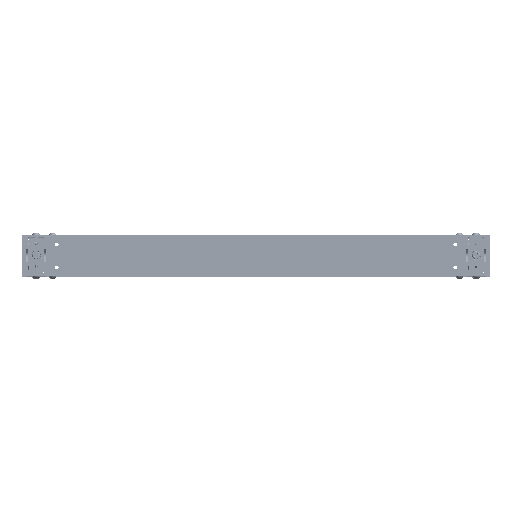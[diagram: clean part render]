
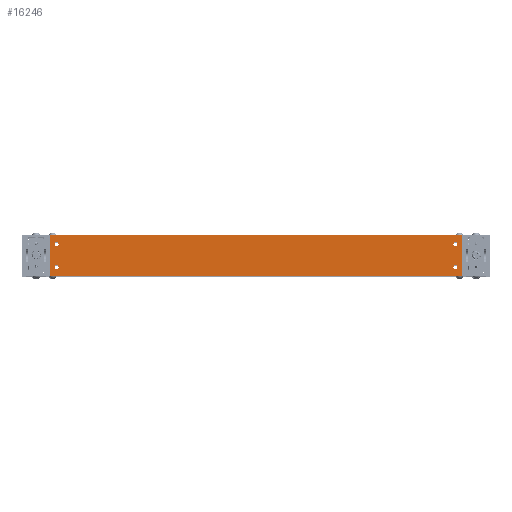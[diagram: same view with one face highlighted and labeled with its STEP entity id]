
A CAD part, top view. The second image highlights one B-rep face of the part: STEP entity #16246.
In plain terms, the highlighted face is planar.
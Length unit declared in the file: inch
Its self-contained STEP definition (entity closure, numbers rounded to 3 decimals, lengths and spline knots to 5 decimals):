
#15743=CARTESIAN_POINT('',(1.0,-1.5625,0.4));
#15744=VERTEX_POINT('',#15743);
#15745=CARTESIAN_POINT('',(1.,-1.5625,0.5));
#15746=DIRECTION('',(-1.0,0.0,0.0));
#15747=DIRECTION('',(0.0,0.0,-1.0));
#15748=AXIS2_PLACEMENT_3D('',#15745,#15746,#15747);
#15749=CIRCLE('',#15748,0.1);
#15750=EDGE_CURVE('',#15744,#15744,#15749,.T.);
#15799=CARTESIAN_POINT('',(1.,-0.4375,0.4));
#15800=VERTEX_POINT('',#15799);
#15801=CARTESIAN_POINT('',(1.,-0.4375,0.5));
#15802=DIRECTION('',(-1.0,0.0,0.0));
#15803=DIRECTION('',(0.0,0.0,-1.0));
#15804=AXIS2_PLACEMENT_3D('',#15801,#15802,#15803);
#15805=CIRCLE('',#15804,0.1);
#15806=EDGE_CURVE('',#15800,#15800,#15805,.T.);
#15855=CARTESIAN_POINT('',(1.0,-1.5625,19.9));
#15856=VERTEX_POINT('',#15855);
#15857=CARTESIAN_POINT('',(1.,-1.5625,20.0));
#15858=DIRECTION('',(-1.0,0.0,0.0));
#15859=DIRECTION('',(0.0,0.0,-1.0));
#15860=AXIS2_PLACEMENT_3D('',#15857,#15858,#15859);
#15861=CIRCLE('',#15860,0.1);
#15862=EDGE_CURVE('',#15856,#15856,#15861,.T.);
#15911=CARTESIAN_POINT('',(1.,-0.4375,19.9));
#15912=VERTEX_POINT('',#15911);
#15913=CARTESIAN_POINT('',(1.,-0.4375,20.0));
#15914=DIRECTION('',(-1.0,0.0,0.0));
#15915=DIRECTION('',(0.0,0.0,-1.0));
#15916=AXIS2_PLACEMENT_3D('',#15913,#15914,#15915);
#15917=CIRCLE('',#15916,0.1);
#15918=EDGE_CURVE('',#15912,#15912,#15917,.T.);
#16195=CARTESIAN_POINT('',(1.0,0.0,0.0));
#16196=DIRECTION('',(1.0,0.0,0.0));
#16197=DIRECTION('',(0.0,0.0,-1.0));
#16198=AXIS2_PLACEMENT_3D('',#16195,#16196,#16197);
#16199=PLANE('',#16198);
#16200=CARTESIAN_POINT('',(1.0,0.0,20.5));
#16201=VERTEX_POINT('',#16200);
#16202=CARTESIAN_POINT('',(1.,-2.0,20.5));
#16203=VERTEX_POINT('',#16202);
#16204=CARTESIAN_POINT('',(1.0,0.0,20.5));
#16205=DIRECTION('',(0.0,-1.0,0.0));
#16206=VECTOR('',#16205,2.0);
#16207=LINE('',#16204,#16206);
#16208=EDGE_CURVE('',#16201,#16203,#16207,.T.);
#16209=ORIENTED_EDGE('',*,*,#16208,.T.);
#16210=CARTESIAN_POINT('',(1.,-2.0,0.0));
#16211=VERTEX_POINT('',#16210);
#16212=CARTESIAN_POINT('',(1.,-2.0,0.0));
#16213=DIRECTION('',(0.0,0.0,1.0));
#16214=VECTOR('',#16213,20.5);
#16215=LINE('',#16212,#16214);
#16216=EDGE_CURVE('',#16211,#16203,#16215,.T.);
#16217=ORIENTED_EDGE('',*,*,#16216,.F.);
#16218=CARTESIAN_POINT('',(1.0,0.0,0.0));
#16219=VERTEX_POINT('',#16218);
#16220=CARTESIAN_POINT('',(1.0,0.0,0.0));
#16221=DIRECTION('',(0.0,-1.0,0.0));
#16222=VECTOR('',#16221,2.0);
#16223=LINE('',#16220,#16222);
#16224=EDGE_CURVE('',#16219,#16211,#16223,.T.);
#16225=ORIENTED_EDGE('',*,*,#16224,.F.);
#16226=CARTESIAN_POINT('',(1.0,0.0,0.0));
#16227=DIRECTION('',(0.0,0.0,1.0));
#16228=VECTOR('',#16227,20.5);
#16229=LINE('',#16226,#16228);
#16230=EDGE_CURVE('',#16219,#16201,#16229,.T.);
#16231=ORIENTED_EDGE('',*,*,#16230,.T.);
#16232=EDGE_LOOP('',(#16209,#16217,#16225,#16231));
#16233=FACE_OUTER_BOUND('',#16232,.T.);
#16234=ORIENTED_EDGE('',*,*,#15750,.T.);
#16235=EDGE_LOOP('',(#16234));
#16236=FACE_BOUND('',#16235,.T.);
#16237=ORIENTED_EDGE('',*,*,#15806,.T.);
#16238=EDGE_LOOP('',(#16237));
#16239=FACE_BOUND('',#16238,.T.);
#16240=ORIENTED_EDGE('',*,*,#15862,.T.);
#16241=EDGE_LOOP('',(#16240));
#16242=FACE_BOUND('',#16241,.T.);
#16243=ORIENTED_EDGE('',*,*,#15918,.T.);
#16244=EDGE_LOOP('',(#16243));
#16245=FACE_BOUND('',#16244,.T.);
#16246=ADVANCED_FACE('',(#16233,#16236,#16239,#16242,#16245),#16199,.T.);
